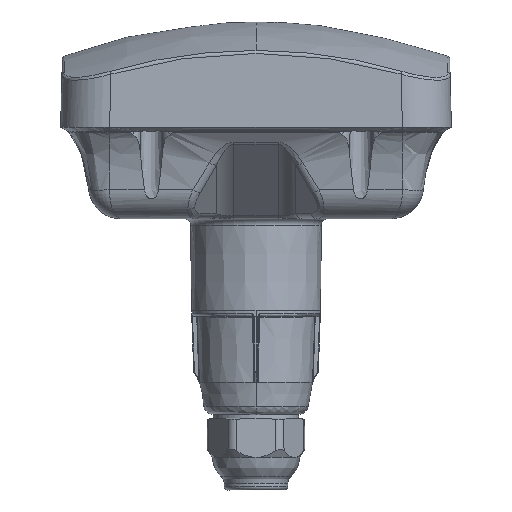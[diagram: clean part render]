
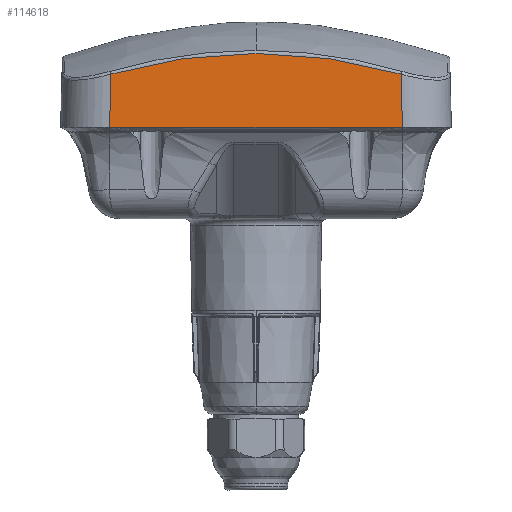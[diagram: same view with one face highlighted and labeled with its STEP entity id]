
A CAD part, front view. The second image highlights one B-rep face of the part: STEP entity #114618.
In plain terms, the highlighted face is planar.
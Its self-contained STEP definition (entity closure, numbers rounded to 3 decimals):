
#2503 = DIRECTION ( 'NONE',  ( -0.026, -0.999, -0.026 ) ) ;
#5151 = CARTESIAN_POINT ( 'NONE',  ( 54.575, -2.243, -44.38 ) ) ;
#5719 = PLANE ( 'NONE',  #116671 ) ;
#13750 = VERTEX_POINT ( 'NONE', #5151 ) ;
#19071 = DIRECTION ( 'NONE',  ( 0.026, 0.999, -0.026 ) ) ;
#22410 = FACE_OUTER_BOUND ( 'NONE', #151643, .T. ) ;
#46078 = EDGE_CURVE ( 'NONE', #199839, #195482, #141900, .T. ) ;
#53789 = CARTESIAN_POINT ( 'NONE',  ( 58.568, 150.266, 0. ) ) ;
#55748 = CIRCLE ( 'NONE', #188828, 158.885 ) ;
#60785 = CARTESIAN_POINT ( 'NONE',  ( 55., 14., 44.805 ) ) ;
#60812 = ORIENTED_EDGE ( 'NONE', *, *, #195534, .T. ) ;
#87192 = VECTOR ( 'NONE', #2503, 1000. ) ;
#111726 = DIRECTION ( 'NONE',  ( 1., -0.026, 0. ) ) ;
#111920 = LINE ( 'NONE', #220207, #141948 ) ;
#112126 = DIRECTION ( 'NONE',  ( 0.026, 1., 0. ) ) ;
#114618 = ADVANCED_FACE ( 'NONE', ( #22410 ), #5719, .T. ) ;
#116671 = AXIS2_PLACEMENT_3D ( 'NONE', #183105, #111726, #150920 ) ;
#116733 = CARTESIAN_POINT ( 'NONE',  ( 55., 14., 14.935 ) ) ;
#141900 = B_SPLINE_CURVE_WITH_KNOTS ( 'NONE', 3,
 ( #60785, #116733, #164706, #169110 ),
 .UNSPECIFIED., .F., .F.,
 ( 4, 4 ),
 ( 0., 1. ),
 .UNSPECIFIED. ) ;
#141948 = VECTOR ( 'NONE', #19071, 1000. ) ;
#143133 = VERTEX_POINT ( 'NONE', #164006 ) ;
#148280 = ORIENTED_EDGE ( 'NONE', *, *, #171119, .T. ) ;
#150920 = DIRECTION ( 'NONE',  ( 0.026, 1., 0. ) ) ;
#151643 = EDGE_LOOP ( 'NONE', ( #184820, #148280, #60812, #171469 ) ) ;
#164006 = CARTESIAN_POINT ( 'NONE',  ( 54.575, -2.243, 44.38 ) ) ;
#164706 = CARTESIAN_POINT ( 'NONE',  ( 55., 14., -14.935 ) ) ;
#169110 = CARTESIAN_POINT ( 'NONE',  ( 55., 14., -44.805 ) ) ;
#171119 = EDGE_CURVE ( 'NONE', #143133, #13750, #55748, .T. ) ;
#171469 = ORIENTED_EDGE ( 'NONE', *, *, #46078, .F. ) ;
#179069 = EDGE_CURVE ( 'NONE', #199839, #143133, #197705, .T. ) ;
#183105 = CARTESIAN_POINT ( 'NONE',  ( 55., 14., -59.8 ) ) ;
#184593 = CARTESIAN_POINT ( 'NONE',  ( 54.928, 11.265, 44.734 ) ) ;
#184820 = ORIENTED_EDGE ( 'NONE', *, *, #179069, .T. ) ;
#188828 = AXIS2_PLACEMENT_3D ( 'NONE', #53789, #218041, #112126 ) ;
#195482 = VERTEX_POINT ( 'NONE', #215441 ) ;
#195534 = EDGE_CURVE ( 'NONE', #13750, #195482, #111920, .T. ) ;
#197705 = LINE ( 'NONE', #184593, #87192 ) ;
#199839 = VERTEX_POINT ( 'NONE', #211837 ) ;
#211837 = CARTESIAN_POINT ( 'NONE',  ( 55., 14., 44.805 ) ) ;
#215441 = CARTESIAN_POINT ( 'NONE',  ( 55., 14., -44.805 ) ) ;
#218041 = DIRECTION ( 'NONE',  ( 1., -0.026, 0. ) ) ;
#220207 = CARTESIAN_POINT ( 'NONE',  ( 55.01, 14.392, -44.815 ) ) ;
